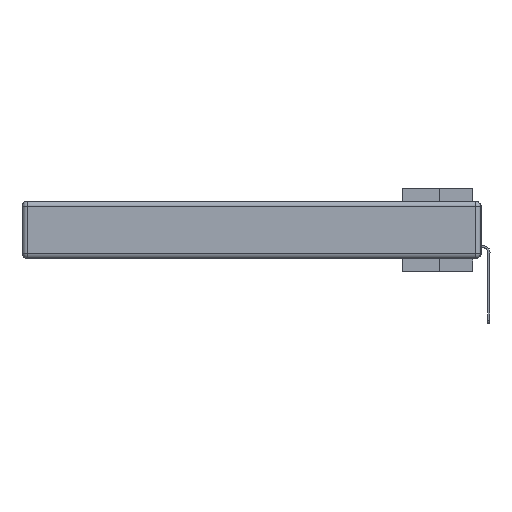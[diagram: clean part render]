
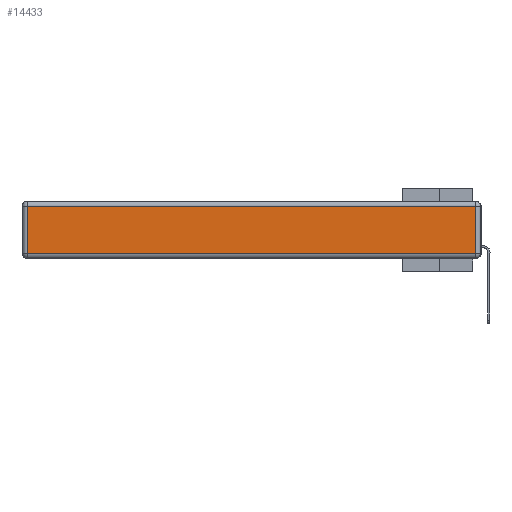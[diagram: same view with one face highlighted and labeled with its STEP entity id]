
A CAD part, left-side view. The second image highlights one B-rep face of the part: STEP entity #14433.
In plain terms, the highlighted planar face has unit normal (-1, 0, 0).
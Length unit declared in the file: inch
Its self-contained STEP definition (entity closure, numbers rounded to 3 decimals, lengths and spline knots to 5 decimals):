
#15 = EDGE_CURVE ( 'NONE', #29212, #2409, #1558, .T. ) ;
#278 = CARTESIAN_POINT ( 'NONE',  ( 0., 0.03, -0.313 ) ) ;
#548 = DIRECTION ( 'NONE',  ( 0., 0., 1. ) ) ;
#887 = CARTESIAN_POINT ( 'NONE',  ( 0., 2.72, -0.03 ) ) ;
#1558 = LINE ( 'NONE', #3129, #6265 ) ;
#2409 = VERTEX_POINT ( 'NONE', #8566 ) ;
#3129 = CARTESIAN_POINT ( 'NONE',  ( 0., 2.72, -0.343 ) ) ;
#4293 = EDGE_CURVE ( 'NONE', #19276, #29212, #28511, .T. ) ;
#4501 = ORIENTED_EDGE ( 'NONE', *, *, #15, .T. ) ;
#5393 = DIRECTION ( 'NONE',  ( 0., 1., 0. ) ) ;
#5792 = CARTESIAN_POINT ( 'NONE',  ( 0., 2.75, -0.03 ) ) ;
#6255 = VECTOR ( 'NONE', #548, 39.37008 ) ;
#6265 = VECTOR ( 'NONE', #19637, 39.37008 ) ;
#6604 = LINE ( 'NONE', #7524, #6255 ) ;
#7314 = EDGE_CURVE ( 'NONE', #2409, #16227, #10501, .T. ) ;
#7500 = DIRECTION ( 'NONE',  ( 0., -1., 0. ) ) ;
#7524 = CARTESIAN_POINT ( 'NONE',  ( 0., 0.03, -0.343 ) ) ;
#8566 = CARTESIAN_POINT ( 'NONE',  ( 0., 2.72, -0.313 ) ) ;
#10082 = CARTESIAN_POINT ( 'NONE',  ( 0., 0.03, -0.03 ) ) ;
#10293 = CARTESIAN_POINT ( 'NONE',  ( 0., 0., -0.343 ) ) ;
#10501 = LINE ( 'NONE', #12284, #16720 ) ;
#12284 = CARTESIAN_POINT ( 'NONE',  ( 0., 0., -0.313 ) ) ;
#12438 = PLANE ( 'NONE',  #28644 ) ;
#12795 = ORIENTED_EDGE ( 'NONE', *, *, #7314, .T. ) ;
#13143 = ORIENTED_EDGE ( 'NONE', *, *, #21562, .T. ) ;
#14433 = ADVANCED_FACE ( 'NONE', ( #17628 ), #12438, .T. ) ;
#14883 = DIRECTION ( 'NONE',  ( 0., 0., 1. ) ) ;
#16227 = VERTEX_POINT ( 'NONE', #278 ) ;
#16720 = VECTOR ( 'NONE', #7500, 39.37008 ) ;
#17628 = FACE_OUTER_BOUND ( 'NONE', #25576, .T. ) ;
#19276 = VERTEX_POINT ( 'NONE', #10082 ) ;
#19637 = DIRECTION ( 'NONE',  ( 0., 0., -1. ) ) ;
#21562 = EDGE_CURVE ( 'NONE', #16227, #19276, #6604, .T. ) ;
#24245 = DIRECTION ( 'NONE',  ( -1., 0., 0. ) ) ;
#24994 = ORIENTED_EDGE ( 'NONE', *, *, #4293, .T. ) ;
#25576 = EDGE_LOOP ( 'NONE', ( #12795, #13143, #24994, #4501 ) ) ;
#27056 = VECTOR ( 'NONE', #5393, 39.37008 ) ;
#28511 = LINE ( 'NONE', #5792, #27056 ) ;
#28644 = AXIS2_PLACEMENT_3D ( 'NONE', #10293, #24245, #14883 ) ;
#29212 = VERTEX_POINT ( 'NONE', #887 ) ;
